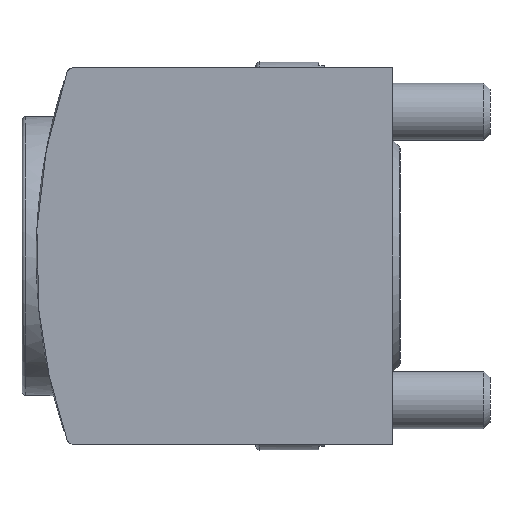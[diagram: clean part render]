
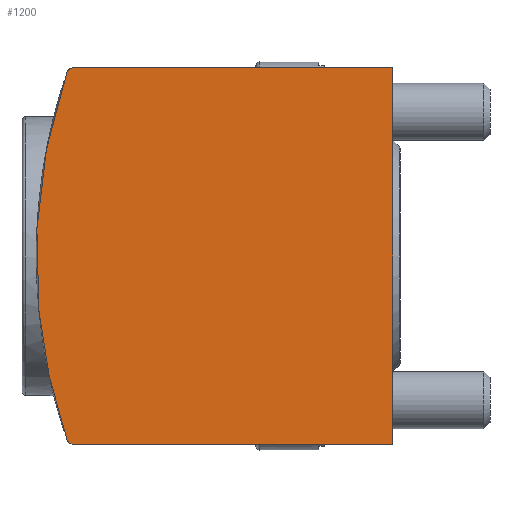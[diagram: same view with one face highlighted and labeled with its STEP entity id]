
A CAD part, left-side view. The second image highlights one B-rep face of the part: STEP entity #1200.
In plain terms, the highlighted planar face has unit normal (-1, 0.018, 0).
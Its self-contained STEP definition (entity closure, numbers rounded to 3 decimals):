
#50=PLANE('',#1335);
#187=ELLIPSE('',#1318,39.506,39.5);
#189=ELLIPSE('',#1324,0.5,0.5);
#191=ELLIPSE('',#1329,0.5,0.5);
#233=ORIENTED_EDGE('',*,*,#515,.T.);
#234=ORIENTED_EDGE('',*,*,#508,.T.);
#235=ORIENTED_EDGE('',*,*,#500,.T.);
#236=ORIENTED_EDGE('',*,*,#526,.T.);
#237=ORIENTED_EDGE('',*,*,#522,.T.);
#238=ORIENTED_EDGE('',*,*,#531,.F.);
#500=EDGE_CURVE('',#654,#653,#187,.T.);
#508=EDGE_CURVE('',#661,#654,#189,.T.);
#515=EDGE_CURVE('',#667,#661,#775,.T.);
#522=EDGE_CURVE('',#673,#674,#782,.T.);
#526=EDGE_CURVE('',#653,#673,#191,.T.);
#531=EDGE_CURVE('',#667,#674,#786,.T.);
#653=VERTEX_POINT('',#1898);
#654=VERTEX_POINT('',#1900);
#661=VERTEX_POINT('',#1955);
#667=VERTEX_POINT('',#1969);
#673=VERTEX_POINT('',#1983);
#674=VERTEX_POINT('',#1984);
#775=LINE('',#1968,#837);
#782=LINE('',#1982,#844);
#786=LINE('',#2000,#848);
#837=VECTOR('',#1517,1000.);
#844=VECTOR('',#1526,1000.);
#848=VECTOR('',#1544,1000.);
#908=EDGE_LOOP('',(#233,#234,#235,#236,#237,#238));
#1046=FACE_BOUND('',#908,.T.);
#1200=ADVANCED_FACE('',(#1046),#50,.T.);
#1318=AXIS2_PLACEMENT_3D('',#1899,#1493,#1494);
#1324=AXIS2_PLACEMENT_3D('',#1954,#1506,#1507);
#1329=AXIS2_PLACEMENT_3D('',#1991,#1532,#1533);
#1335=AXIS2_PLACEMENT_3D('',#2002,#1546,#1547);
#1493=DIRECTION('',(-1.,0.017,0.));
#1494=DIRECTION('',(-0.017,-1.,0.));
#1506=DIRECTION('',(-1.,0.017,0.));
#1507=DIRECTION('',(-0.017,-1.,0.));
#1517=DIRECTION('',(0.017,1.,0.));
#1526=DIRECTION('',(-0.017,-1.,0.));
#1532=DIRECTION('',(-1.,0.017,0.));
#1533=DIRECTION('',(-0.017,-1.,0.));
#1544=DIRECTION('',(0.,0.,-1.));
#1546=DIRECTION('',(-1.,0.017,0.));
#1547=DIRECTION('',(-0.017,-1.,0.));
#1898=CARTESIAN_POINT('',(-12.601,22.847,-12.863));
#1899=CARTESIAN_POINT('',(-13.253,-14.5,0.));
#1900=CARTESIAN_POINT('',(-12.601,22.847,12.863));
#1954=CARTESIAN_POINT('',(-12.609,22.374,12.7));
#1955=CARTESIAN_POINT('',(-12.609,22.374,13.2));
#1968=CARTESIAN_POINT('',(-12.602,22.821,13.2));
#1969=CARTESIAN_POINT('',(-13.,0.,13.2));
#1982=CARTESIAN_POINT('',(-12.992,0.454,-13.2));
#1983=CARTESIAN_POINT('',(-12.609,22.374,-13.2));
#1984=CARTESIAN_POINT('',(-13.,0.,-13.2));
#1991=CARTESIAN_POINT('',(-12.609,22.374,-12.7));
#2000=CARTESIAN_POINT('',(-13.,0.,13.2));
#2002=CARTESIAN_POINT('',(-13.,0.,15.));
